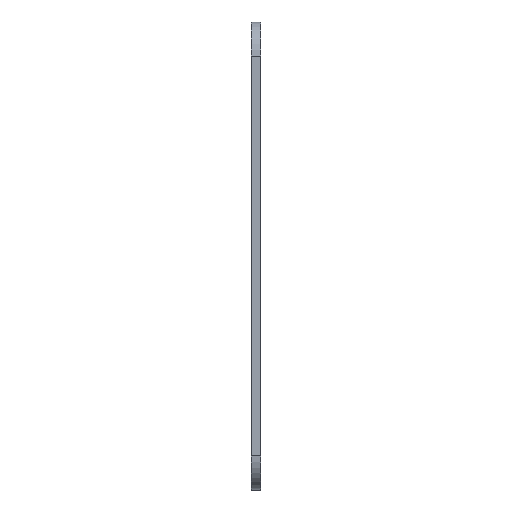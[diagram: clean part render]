
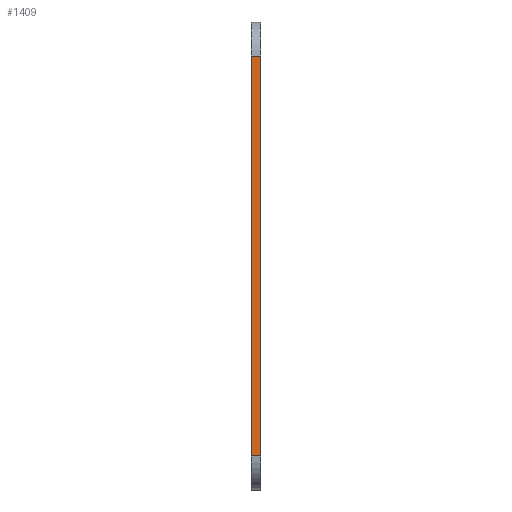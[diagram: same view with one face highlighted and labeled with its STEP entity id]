
A CAD part, left-side view. The second image highlights one B-rep face of the part: STEP entity #1409.
In plain terms, the highlighted planar face has unit normal (-1, 0, 0).
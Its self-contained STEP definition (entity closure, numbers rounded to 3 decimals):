
#95=PLANE('',#1603);
#154=FACE_OUTER_BOUND('',#246,.T.);
#246=EDGE_LOOP('',(#1234,#1235,#1236,#1237));
#315=LINE('',#2243,#400);
#339=LINE('',#2348,#424);
#344=LINE('',#2363,#429);
#365=LINE('',#2441,#450);
#400=VECTOR('',#1817,10.);
#424=VECTOR('',#1921,10.);
#429=VECTOR('',#1938,10.);
#450=VECTOR('',#2037,10.);
#644=VERTEX_POINT('',#2240);
#645=VERTEX_POINT('',#2242);
#686=VERTEX_POINT('',#2347);
#690=VERTEX_POINT('',#2361);
#808=EDGE_CURVE('',#644,#645,#315,.T.);
#861=EDGE_CURVE('',#645,#686,#339,.T.);
#869=EDGE_CURVE('',#690,#644,#344,.T.);
#908=EDGE_CURVE('',#690,#686,#365,.T.);
#1234=ORIENTED_EDGE('',*,*,#861,.F.);
#1235=ORIENTED_EDGE('',*,*,#808,.F.);
#1236=ORIENTED_EDGE('',*,*,#869,.F.);
#1237=ORIENTED_EDGE('',*,*,#908,.T.);
#1409=ADVANCED_FACE('',(#154),#95,.T.);
#1603=AXIS2_PLACEMENT_3D('',#2440,#2035,#2036);
#1817=DIRECTION('',(0.,0.,1.));
#1921=DIRECTION('',(0.,-1.,0.));
#1938=DIRECTION('',(0.,1.,0.));
#2035=DIRECTION('center_axis',(-1.,0.,0.));
#2036=DIRECTION('ref_axis',(0.,0.,1.));
#2037=DIRECTION('',(0.,0.,1.));
#2240=CARTESIAN_POINT('',(0.,3.175,-274.072));
#2242=CARTESIAN_POINT('',(0.,3.175,-133.072));
#2243=CARTESIAN_POINT('',(0.,3.175,-286.072));
#2347=CARTESIAN_POINT('',(0.,0.,-133.072));
#2348=CARTESIAN_POINT('',(0.,0.,-133.072));
#2361=CARTESIAN_POINT('',(0.,0.,-274.072));
#2363=CARTESIAN_POINT('',(0.,0.,-274.072));
#2440=CARTESIAN_POINT('Origin',(0.,0.,-286.072));
#2441=CARTESIAN_POINT('',(0.,0.,-286.072));
